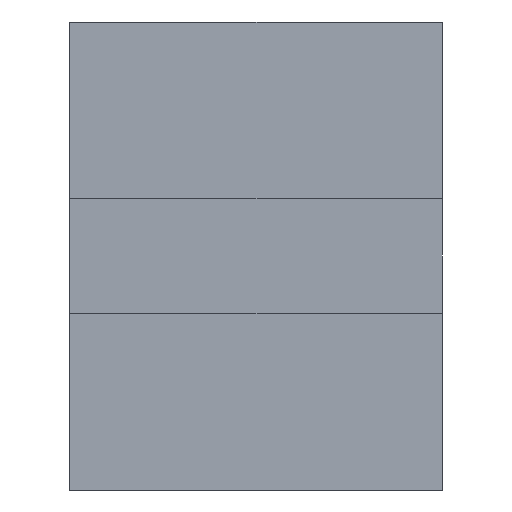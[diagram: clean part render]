
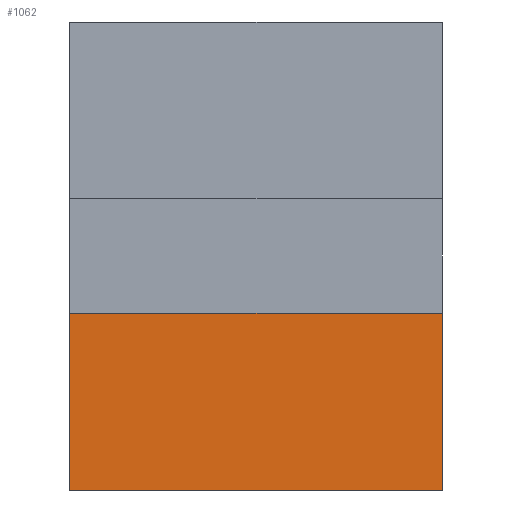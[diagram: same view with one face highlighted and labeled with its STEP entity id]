
A CAD part, left-side view. The second image highlights one B-rep face of the part: STEP entity #1062.
In plain terms, the highlighted planar face has unit normal (-1, 0, 0).
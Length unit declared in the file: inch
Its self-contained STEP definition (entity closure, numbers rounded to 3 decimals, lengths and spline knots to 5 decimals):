
#23 = EDGE_CURVE ( 'NONE', #863, #1988, #3260, .T. ) ;
#65 = CARTESIAN_POINT ( 'NONE',  ( -0.0395, 0.039, -0.0245 ) ) ;
#180 = DIRECTION ( 'NONE',  ( 0., 0., 1. ) ) ;
#343 = ORIENTED_EDGE ( 'NONE', *, *, #1381, .T. ) ;
#417 = ORIENTED_EDGE ( 'NONE', *, *, #790, .F. ) ;
#434 = ORIENTED_EDGE ( 'NONE', *, *, #1113, .T. ) ;
#540 = VECTOR ( 'NONE', #180, 39.37008 ) ;
#608 = DIRECTION ( 'NONE',  ( 1., 0., 0. ) ) ;
#790 = EDGE_CURVE ( 'NONE', #1296, #1988, #1255, .T. ) ;
#863 = VERTEX_POINT ( 'NONE', #2585 ) ;
#1062 = ADVANCED_FACE ( 'NONE', ( #1306 ), #2481, .F. ) ;
#1113 = EDGE_CURVE ( 'NONE', #2165, #863, #3129, .T. ) ;
#1148 = DIRECTION ( 'NONE',  ( 0., -1., 0. ) ) ;
#1183 = VECTOR ( 'NONE', #1993, 39.37008 ) ;
#1255 = LINE ( 'NONE', #2306, #540 ) ;
#1296 = VERTEX_POINT ( 'NONE', #1333 ) ;
#1306 = FACE_OUTER_BOUND ( 'NONE', #1359, .T. ) ;
#1333 = CARTESIAN_POINT ( 'NONE',  ( -0.0395, 0.039, -0.0245 ) ) ;
#1359 = EDGE_LOOP ( 'NONE', ( #434, #1711, #417, #343 ) ) ;
#1381 = EDGE_CURVE ( 'NONE', #1296, #2165, #3256, .T. ) ;
#1673 = DIRECTION ( 'NONE',  ( 0., 0., -1. ) ) ;
#1711 = ORIENTED_EDGE ( 'NONE', *, *, #23, .T. ) ;
#1844 = DIRECTION ( 'NONE',  ( 0., 0., 1. ) ) ;
#1879 = CARTESIAN_POINT ( 'NONE',  ( -0.0395, 0., -0.0245 ) ) ;
#1894 = VECTOR ( 'NONE', #1844, 39.37008 ) ;
#1954 = CARTESIAN_POINT ( 'NONE',  ( -0.0395, 0.039, -0.0245 ) ) ;
#1988 = VERTEX_POINT ( 'NONE', #3228 ) ;
#1993 = DIRECTION ( 'NONE',  ( 0., 1., 0. ) ) ;
#2050 = VECTOR ( 'NONE', #1148, 39.37008 ) ;
#2165 = VERTEX_POINT ( 'NONE', #3340 ) ;
#2306 = CARTESIAN_POINT ( 'NONE',  ( -0.0395, 0.039, -0.0245 ) ) ;
#2481 = PLANE ( 'NONE',  #3246 ) ;
#2585 = CARTESIAN_POINT ( 'NONE',  ( -0.0395, 0., -0.006 ) ) ;
#3062 = CARTESIAN_POINT ( 'NONE',  ( -0.0395, 0., -0.006 ) ) ;
#3129 = LINE ( 'NONE', #1879, #1894 ) ;
#3228 = CARTESIAN_POINT ( 'NONE',  ( -0.0395, 0.039, -0.006 ) ) ;
#3246 = AXIS2_PLACEMENT_3D ( 'NONE', #1954, #608, #1673 ) ;
#3256 = LINE ( 'NONE', #65, #2050 ) ;
#3260 = LINE ( 'NONE', #3062, #1183 ) ;
#3340 = CARTESIAN_POINT ( 'NONE',  ( -0.0395, 0., -0.0245 ) ) ;
